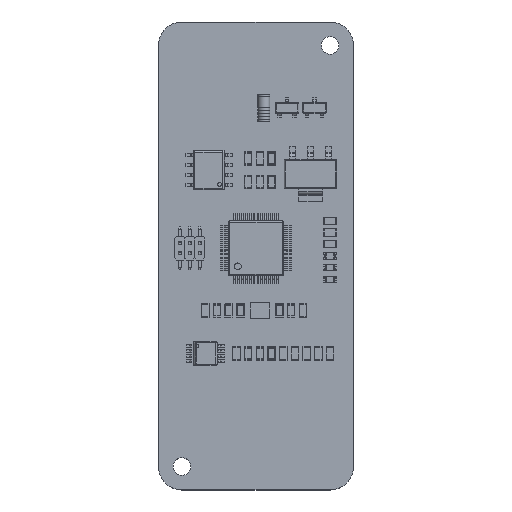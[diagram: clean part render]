
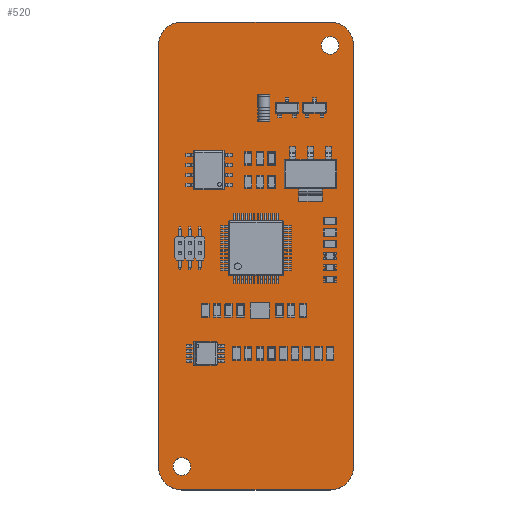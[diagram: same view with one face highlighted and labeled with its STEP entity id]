
A CAD part, top view. The second image highlights one B-rep face of the part: STEP entity #520.
In plain terms, the highlighted planar face has unit normal (0, 0, 1).
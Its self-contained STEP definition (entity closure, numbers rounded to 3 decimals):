
#183 = VERTEX_POINT('',#184);
#184 = CARTESIAN_POINT('',(0.,3.,0.));
#190 = EDGE_CURVE('',#183,#191,#193,.T.);
#191 = VERTEX_POINT('',#192);
#192 = CARTESIAN_POINT('',(0.,57.,0.));
#193 = LINE('',#194,#195);
#194 = CARTESIAN_POINT('',(0.,3.,0.));
#195 = VECTOR('',#196,1.);
#196 = DIRECTION('',(0.,1.,0.));
#221 = EDGE_CURVE('',#191,#222,#224,.T.);
#222 = VERTEX_POINT('',#223);
#223 = CARTESIAN_POINT('',(3.,60.,0.));
#224 = CIRCLE('',#225,3.001);
#225 = AXIS2_PLACEMENT_3D('',#226,#227,#228);
#226 = CARTESIAN_POINT('',(3.001,56.999,0.));
#227 = DIRECTION('',(0.,0.,-1.));
#228 = DIRECTION('',(-1.,0.,0.));
#254 = EDGE_CURVE('',#222,#255,#257,.T.);
#255 = VERTEX_POINT('',#256);
#256 = CARTESIAN_POINT('',(22.,60.,0.));
#257 = LINE('',#258,#259);
#258 = CARTESIAN_POINT('',(3.,60.,0.));
#259 = VECTOR('',#260,1.);
#260 = DIRECTION('',(1.,0.,0.));
#285 = EDGE_CURVE('',#255,#286,#288,.T.);
#286 = VERTEX_POINT('',#287);
#287 = CARTESIAN_POINT('',(25.,57.,0.));
#288 = CIRCLE('',#289,3.001);
#289 = AXIS2_PLACEMENT_3D('',#290,#291,#292);
#290 = CARTESIAN_POINT('',(21.999,56.999,0.));
#291 = DIRECTION('',(0.,0.,-1.));
#292 = DIRECTION('',(0.,1.,0.));
#318 = EDGE_CURVE('',#286,#319,#321,.T.);
#319 = VERTEX_POINT('',#320);
#320 = CARTESIAN_POINT('',(25.,3.,0.));
#321 = LINE('',#322,#323);
#322 = CARTESIAN_POINT('',(25.,57.,0.));
#323 = VECTOR('',#324,1.);
#324 = DIRECTION('',(0.,-1.,0.));
#349 = EDGE_CURVE('',#319,#350,#352,.T.);
#350 = VERTEX_POINT('',#351);
#351 = CARTESIAN_POINT('',(22.,0.,0.));
#352 = CIRCLE('',#353,3.001);
#353 = AXIS2_PLACEMENT_3D('',#354,#355,#356);
#354 = CARTESIAN_POINT('',(21.999,3.001,0.));
#355 = DIRECTION('',(0.,0.,-1.));
#356 = DIRECTION('',(1.,0.,0.));
#382 = EDGE_CURVE('',#350,#383,#385,.T.);
#383 = VERTEX_POINT('',#384);
#384 = CARTESIAN_POINT('',(3.,0.,0.));
#385 = LINE('',#386,#387);
#386 = CARTESIAN_POINT('',(22.,0.,0.));
#387 = VECTOR('',#388,1.);
#388 = DIRECTION('',(-1.,0.,0.));
#413 = EDGE_CURVE('',#383,#183,#414,.T.);
#414 = CIRCLE('',#415,3.001);
#415 = AXIS2_PLACEMENT_3D('',#416,#417,#418);
#416 = CARTESIAN_POINT('',(3.001,3.001,0.));
#417 = DIRECTION('',(0.,0.,-1.));
#418 = DIRECTION('',(0.,-1.,0.));
#439 = VERTEX_POINT('',#440);
#440 = CARTESIAN_POINT('',(4.125,3.,0.));
#446 = EDGE_CURVE('',#439,#439,#447,.T.);
#447 = CIRCLE('',#448,1.125);
#448 = AXIS2_PLACEMENT_3D('',#449,#450,#451);
#449 = CARTESIAN_POINT('',(3.,3.,0.));
#450 = DIRECTION('',(0.,0.,1.));
#451 = DIRECTION('',(1.,0.,0.));
#472 = VERTEX_POINT('',#473);
#473 = CARTESIAN_POINT('',(23.125,57.,0.));
#479 = EDGE_CURVE('',#472,#472,#480,.T.);
#480 = CIRCLE('',#481,1.125);
#481 = AXIS2_PLACEMENT_3D('',#482,#483,#484);
#482 = CARTESIAN_POINT('',(22.,57.,0.));
#483 = DIRECTION('',(0.,0.,1.));
#484 = DIRECTION('',(1.,0.,0.));
#520 = ADVANCED_FACE('',(#521,#531,#534),#537,.T.);
#521 = FACE_BOUND('',#522,.F.);
#522 = EDGE_LOOP('',(#523,#524,#525,#526,#527,#528,#529,#530));
#523 = ORIENTED_EDGE('',*,*,#190,.T.);
#524 = ORIENTED_EDGE('',*,*,#221,.T.);
#525 = ORIENTED_EDGE('',*,*,#254,.T.);
#526 = ORIENTED_EDGE('',*,*,#285,.T.);
#527 = ORIENTED_EDGE('',*,*,#318,.T.);
#528 = ORIENTED_EDGE('',*,*,#349,.T.);
#529 = ORIENTED_EDGE('',*,*,#382,.T.);
#530 = ORIENTED_EDGE('',*,*,#413,.T.);
#531 = FACE_BOUND('',#532,.T.);
#532 = EDGE_LOOP('',(#533));
#533 = ORIENTED_EDGE('',*,*,#446,.F.);
#534 = FACE_BOUND('',#535,.T.);
#535 = EDGE_LOOP('',(#536));
#536 = ORIENTED_EDGE('',*,*,#479,.F.);
#537 = PLANE('',#538);
#538 = AXIS2_PLACEMENT_3D('',#539,#540,#541);
#539 = CARTESIAN_POINT('',(0.,3.,0.));
#540 = DIRECTION('',(0.,0.,1.));
#541 = DIRECTION('',(1.,0.,0.));
